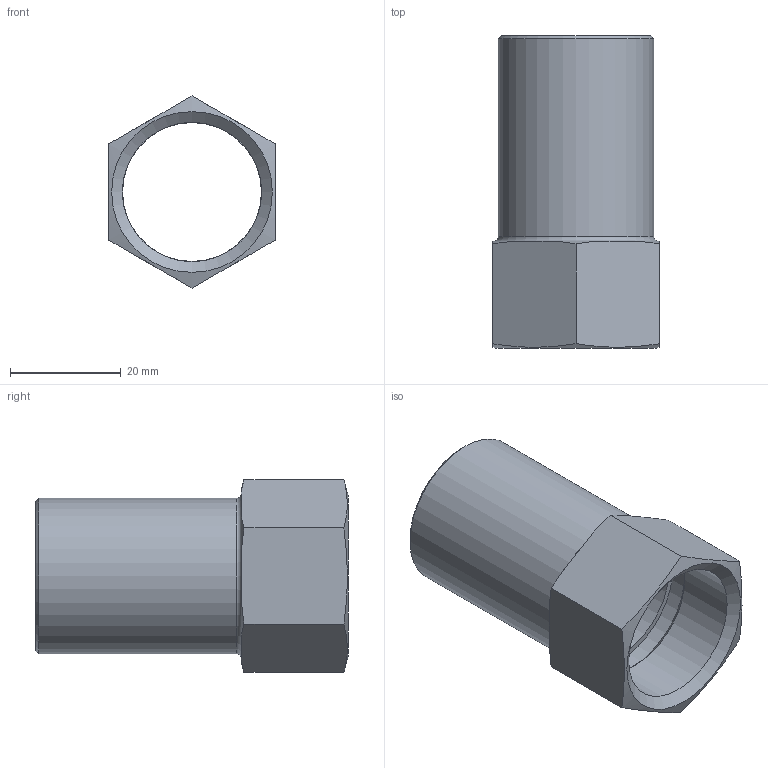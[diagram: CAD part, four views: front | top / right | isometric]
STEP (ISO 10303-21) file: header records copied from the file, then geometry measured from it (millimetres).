
FILE_DESCRIPTION(/* description */ ('MANICOTTO CON INSERIMENTO FILETTO FEMMINA 28x3/4'''' (INOXPRES GAS)'),/* implementation_level */ '2;1');
FILE_NAME(/* name */ '269304028_Inoxpres.stp',/* time_stamp */ '2022-10-13T08:43:46+02:00',/* author */ ('Vault'),/* organization */ ('Raccorderie metalliche s.p.a.'),/* preprocessor_version */ 'ST-DEVELOPER v18.1',/* originating_system */ 'Autodesk Inventor 2020',/* authorisation */ 'Raccorderie metalliche s.p.a.');
FILE_SCHEMA (('AUTOMOTIVE_DESIGN { 1 0 10303 214 3 1 1 }'));
Length unit declared in the file: millimetre
Products named in the file (1): 269304028_Inoxpres
Bounding box: 30 x 56.27 x 34.64 mm (x, y, z)
Volume: 9686 mm3; surface area: 10193.1 mm2
Topology: 1 solids, 1 shells, 25 faces, 67 edges, 45 vertices
Faces by surface type: cone 11, plane 9, cylinder 4, torus 1
Full cylindrical faces by diameter (mm): 25 x1, 25.1 x1, 27 x1, 28 x1
Entity records: 824 total; most frequent: CARTESIAN_POINT 174, ORIENTED_EDGE 134, DIRECTION 129, EDGE_CURVE 67, AXIS2_PLACEMENT_3D 54, VERTEX_POINT 45, EDGE_LOOP 28, CIRCLE 28
